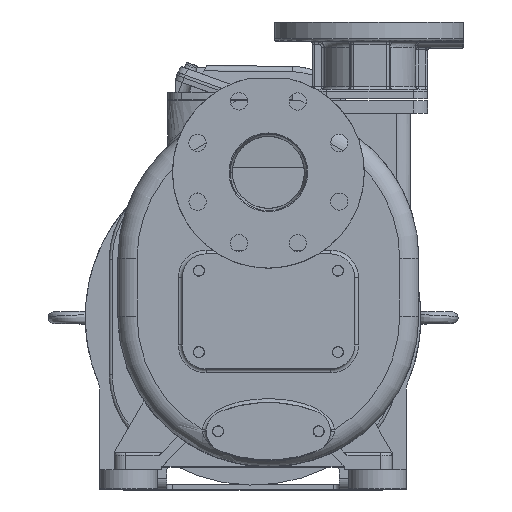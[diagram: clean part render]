
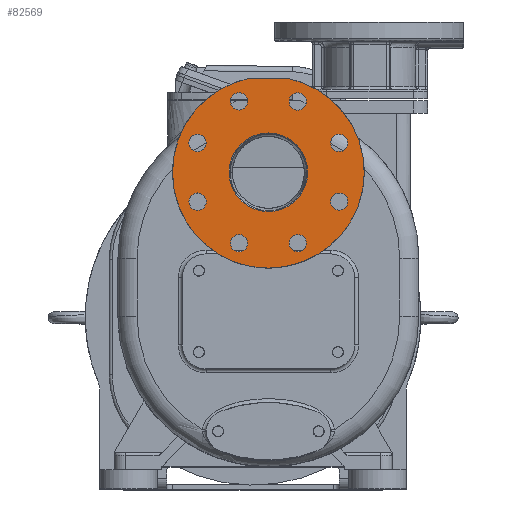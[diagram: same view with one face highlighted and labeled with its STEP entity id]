
A CAD part, top view. The second image highlights one B-rep face of the part: STEP entity #82569.
In plain terms, the highlighted planar face has unit normal (0, 0, 1).
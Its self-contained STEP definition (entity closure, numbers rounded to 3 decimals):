
#21313=CARTESIAN_POINT('',(16.,308.,198.));
#21314=DIRECTION('',(0.,0.,1.));
#21315=DIRECTION('',(-0.199,0.98,0.));
#21316=AXIS2_PLACEMENT_3D('',#21313,#21314,#21315);
#21322=DIRECTION('',(1.,0.,0.));
#21323=VECTOR('',#21322,39.799);
#21324=CARTESIAN_POINT('',(-3.9,406.,198.));
#21325=LINE('',#21324,#21323);
#21326=CARTESIAN_POINT('',(16.,308.,198.));
#21327=DIRECTION('',(0.,0.,1.));
#21328=DIRECTION('',(1.,0.,0.));
#21329=AXIS2_PLACEMENT_3D('',#21326,#21327,#21328);
#21331=CARTESIAN_POINT('',(16.,308.,198.));
#21332=DIRECTION('',(0.,0.,1.));
#21333=DIRECTION('',(-1.,0.,0.));
#21334=AXIS2_PLACEMENT_3D('',#21331,#21332,#21333);
#21336=CARTESIAN_POINT('',(89.91,338.615,198.));
#21337=DIRECTION('',(0.,0.,1.));
#21338=DIRECTION('',(1.,0.,0.));
#21339=AXIS2_PLACEMENT_3D('',#21336,#21337,#21338);
#21341=CARTESIAN_POINT('',(89.91,338.615,198.));
#21342=DIRECTION('',(0.,0.,1.));
#21343=DIRECTION('',(-1.,0.,0.));
#21344=AXIS2_PLACEMENT_3D('',#21341,#21342,#21343);
#21346=CARTESIAN_POINT('',(46.615,381.91,198.));
#21347=DIRECTION('',(0.,0.,1.));
#21348=DIRECTION('',(0.707,0.707,0.));
#21349=AXIS2_PLACEMENT_3D('',#21346,#21347,#21348);
#21351=CARTESIAN_POINT('',(46.615,381.91,198.));
#21352=DIRECTION('',(0.,0.,1.));
#21353=DIRECTION('',(-0.707,-0.707,0.));
#21354=AXIS2_PLACEMENT_3D('',#21351,#21352,#21353);
#21356=CARTESIAN_POINT('',(-14.615,381.91,198.));
#21357=DIRECTION('',(0.,0.,1.));
#21358=DIRECTION('',(0.,1.,0.));
#21359=AXIS2_PLACEMENT_3D('',#21356,#21357,#21358);
#21361=CARTESIAN_POINT('',(-14.615,381.91,198.));
#21362=DIRECTION('',(0.,0.,1.));
#21363=DIRECTION('',(0.,-1.,0.));
#21364=AXIS2_PLACEMENT_3D('',#21361,#21362,#21363);
#21366=CARTESIAN_POINT('',(-57.91,338.615,198.));
#21367=DIRECTION('',(0.,0.,1.));
#21368=DIRECTION('',(-0.707,0.707,0.));
#21369=AXIS2_PLACEMENT_3D('',#21366,#21367,#21368);
#21371=CARTESIAN_POINT('',(-57.91,338.615,198.));
#21372=DIRECTION('',(0.,0.,1.));
#21373=DIRECTION('',(0.707,-0.707,0.));
#21374=AXIS2_PLACEMENT_3D('',#21371,#21372,#21373);
#21376=CARTESIAN_POINT('',(-57.91,277.385,198.));
#21377=DIRECTION('',(0.,0.,1.));
#21378=DIRECTION('',(-1.,0.,0.));
#21379=AXIS2_PLACEMENT_3D('',#21376,#21377,#21378);
#21381=CARTESIAN_POINT('',(-57.91,277.385,198.));
#21382=DIRECTION('',(0.,0.,1.));
#21383=DIRECTION('',(1.,0.,0.));
#21384=AXIS2_PLACEMENT_3D('',#21381,#21382,#21383);
#21386=CARTESIAN_POINT('',(-14.615,234.09,198.));
#21387=DIRECTION('',(0.,0.,1.));
#21388=DIRECTION('',(-0.707,-0.707,0.));
#21389=AXIS2_PLACEMENT_3D('',#21386,#21387,#21388);
#21391=CARTESIAN_POINT('',(-14.615,234.09,198.));
#21392=DIRECTION('',(0.,0.,1.));
#21393=DIRECTION('',(0.707,0.707,0.));
#21394=AXIS2_PLACEMENT_3D('',#21391,#21392,#21393);
#21396=CARTESIAN_POINT('',(46.615,234.09,198.));
#21397=DIRECTION('',(0.,0.,1.));
#21398=DIRECTION('',(0.,-1.,0.));
#21399=AXIS2_PLACEMENT_3D('',#21396,#21397,#21398);
#21401=CARTESIAN_POINT('',(46.615,234.09,198.));
#21402=DIRECTION('',(0.,0.,1.));
#21403=DIRECTION('',(0.,1.,0.));
#21404=AXIS2_PLACEMENT_3D('',#21401,#21402,#21403);
#21406=CARTESIAN_POINT('',(89.91,277.385,198.));
#21407=DIRECTION('',(0.,0.,1.));
#21408=DIRECTION('',(0.707,-0.707,0.));
#21409=AXIS2_PLACEMENT_3D('',#21406,#21407,#21408);
#21411=CARTESIAN_POINT('',(89.91,277.385,198.));
#21412=DIRECTION('',(0.,0.,1.));
#21413=DIRECTION('',(-0.707,0.707,0.));
#21414=AXIS2_PLACEMENT_3D('',#21411,#21412,#21413);
#49162=CARTESIAN_POINT('',(-3.9,406.,198.));
#49163=CARTESIAN_POINT('',(35.9,406.,198.));
#49164=VERTEX_POINT('',#49162);
#49165=VERTEX_POINT('',#49163);
#49463=CARTESIAN_POINT('',(57.,308.,198.));
#49464=CARTESIAN_POINT('',(-25.,308.,198.));
#49465=VERTEX_POINT('',#49463);
#49466=VERTEX_POINT('',#49464);
#49467=CARTESIAN_POINT('',(98.91,338.615,198.));
#49468=CARTESIAN_POINT('',(80.91,338.615,198.));
#49469=VERTEX_POINT('',#49467);
#49470=VERTEX_POINT('',#49468);
#49475=CARTESIAN_POINT('',(52.979,388.274,198.));
#49476=CARTESIAN_POINT('',(40.251,375.546,198.));
#49477=VERTEX_POINT('',#49475);
#49478=VERTEX_POINT('',#49476);
#49483=CARTESIAN_POINT('',(-14.615,390.91,198.));
#49484=CARTESIAN_POINT('',(-14.615,372.91,198.));
#49485=VERTEX_POINT('',#49483);
#49486=VERTEX_POINT('',#49484);
#49491=CARTESIAN_POINT('',(-64.274,344.979,198.));
#49492=CARTESIAN_POINT('',(-51.546,332.251,198.));
#49493=VERTEX_POINT('',#49491);
#49494=VERTEX_POINT('',#49492);
#49499=CARTESIAN_POINT('',(-66.91,277.385,198.));
#49500=CARTESIAN_POINT('',(-48.91,277.385,198.));
#49501=VERTEX_POINT('',#49499);
#49502=VERTEX_POINT('',#49500);
#49507=CARTESIAN_POINT('',(-20.979,227.726,198.));
#49508=CARTESIAN_POINT('',(-8.251,240.454,198.));
#49509=VERTEX_POINT('',#49507);
#49510=VERTEX_POINT('',#49508);
#49515=CARTESIAN_POINT('',(46.615,225.09,198.));
#49516=CARTESIAN_POINT('',(46.615,243.09,198.));
#49517=VERTEX_POINT('',#49515);
#49518=VERTEX_POINT('',#49516);
#49523=CARTESIAN_POINT('',(96.274,271.021,198.));
#49524=CARTESIAN_POINT('',(83.546,283.749,198.));
#49525=VERTEX_POINT('',#49523);
#49526=VERTEX_POINT('',#49524);
#82506=CARTESIAN_POINT('',(16.,308.,198.));
#82507=DIRECTION('',(0.,0.,1.));
#82508=DIRECTION('',(0.,1.,0.));
#82509=AXIS2_PLACEMENT_3D('',#82506,#82507,#82508);
#82510=PLANE('',#82509);
#82511=ORIENTED_EDGE('',*,*,#80061,.T.);
#82512=ORIENTED_EDGE('',*,*,#82500,.F.);
#82513=EDGE_LOOP('',(#82511,#82512));
#82514=FACE_OUTER_BOUND('',#82513,.F.);
#82516=ORIENTED_EDGE('',*,*,#82515,.T.);
#82518=ORIENTED_EDGE('',*,*,#82517,.T.);
#82519=EDGE_LOOP('',(#82516,#82518));
#82520=FACE_BOUND('',#82519,.F.);
#82522=ORIENTED_EDGE('',*,*,#82521,.T.);
#82524=ORIENTED_EDGE('',*,*,#82523,.T.);
#82525=EDGE_LOOP('',(#82522,#82524));
#82526=FACE_BOUND('',#82525,.F.);
#82528=ORIENTED_EDGE('',*,*,#82527,.T.);
#82530=ORIENTED_EDGE('',*,*,#82529,.T.);
#82531=EDGE_LOOP('',(#82528,#82530));
#82532=FACE_BOUND('',#82531,.F.);
#82534=ORIENTED_EDGE('',*,*,#82533,.T.);
#82536=ORIENTED_EDGE('',*,*,#82535,.T.);
#82537=EDGE_LOOP('',(#82534,#82536));
#82538=FACE_BOUND('',#82537,.F.);
#82540=ORIENTED_EDGE('',*,*,#82539,.T.);
#82542=ORIENTED_EDGE('',*,*,#82541,.T.);
#82543=EDGE_LOOP('',(#82540,#82542));
#82544=FACE_BOUND('',#82543,.F.);
#82546=ORIENTED_EDGE('',*,*,#82545,.T.);
#82548=ORIENTED_EDGE('',*,*,#82547,.T.);
#82549=EDGE_LOOP('',(#82546,#82548));
#82550=FACE_BOUND('',#82549,.F.);
#82552=ORIENTED_EDGE('',*,*,#82551,.T.);
#82554=ORIENTED_EDGE('',*,*,#82553,.T.);
#82555=EDGE_LOOP('',(#82552,#82554));
#82556=FACE_BOUND('',#82555,.F.);
#82558=ORIENTED_EDGE('',*,*,#82557,.T.);
#82560=ORIENTED_EDGE('',*,*,#82559,.T.);
#82561=EDGE_LOOP('',(#82558,#82560));
#82562=FACE_BOUND('',#82561,.F.);
#82564=ORIENTED_EDGE('',*,*,#82563,.T.);
#82566=ORIENTED_EDGE('',*,*,#82565,.T.);
#82567=EDGE_LOOP('',(#82564,#82566));
#82568=FACE_BOUND('',#82567,.F.);
#82569=ADVANCED_FACE('',(#82514,#82520,#82526,#82532,#82538,#82544,#82550,
#82556,#82562,#82568),#82510,.T.);
#21317=CIRCLE('',#21316,100.);
#21330=CIRCLE('',#21329,41.);
#21335=CIRCLE('',#21334,41.);
#21340=CIRCLE('',#21339,9.);
#21345=CIRCLE('',#21344,9.);
#21350=CIRCLE('',#21349,9.);
#21355=CIRCLE('',#21354,9.);
#21360=CIRCLE('',#21359,9.);
#21365=CIRCLE('',#21364,9.);
#21370=CIRCLE('',#21369,9.);
#21375=CIRCLE('',#21374,9.);
#21380=CIRCLE('',#21379,9.);
#21385=CIRCLE('',#21384,9.);
#21390=CIRCLE('',#21389,9.);
#21395=CIRCLE('',#21394,9.);
#21400=CIRCLE('',#21399,9.);
#21405=CIRCLE('',#21404,9.);
#21410=CIRCLE('',#21409,9.);
#21415=CIRCLE('',#21414,9.);
#80061=EDGE_CURVE('',#49164,#49165,#21325,.T.);
#82500=EDGE_CURVE('',#49164,#49165,#21317,.T.);
#82515=EDGE_CURVE('',#49465,#49466,#21330,.T.);
#82517=EDGE_CURVE('',#49466,#49465,#21335,.T.);
#82521=EDGE_CURVE('',#49469,#49470,#21340,.T.);
#82523=EDGE_CURVE('',#49470,#49469,#21345,.T.);
#82527=EDGE_CURVE('',#49477,#49478,#21350,.T.);
#82529=EDGE_CURVE('',#49478,#49477,#21355,.T.);
#82533=EDGE_CURVE('',#49485,#49486,#21360,.T.);
#82535=EDGE_CURVE('',#49486,#49485,#21365,.T.);
#82539=EDGE_CURVE('',#49493,#49494,#21370,.T.);
#82541=EDGE_CURVE('',#49494,#49493,#21375,.T.);
#82545=EDGE_CURVE('',#49501,#49502,#21380,.T.);
#82547=EDGE_CURVE('',#49502,#49501,#21385,.T.);
#82551=EDGE_CURVE('',#49509,#49510,#21390,.T.);
#82553=EDGE_CURVE('',#49510,#49509,#21395,.T.);
#82557=EDGE_CURVE('',#49517,#49518,#21400,.T.);
#82559=EDGE_CURVE('',#49518,#49517,#21405,.T.);
#82563=EDGE_CURVE('',#49525,#49526,#21410,.T.);
#82565=EDGE_CURVE('',#49526,#49525,#21415,.T.);
